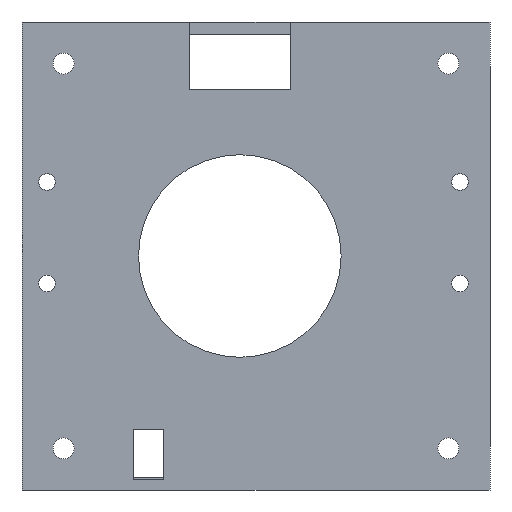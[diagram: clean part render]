
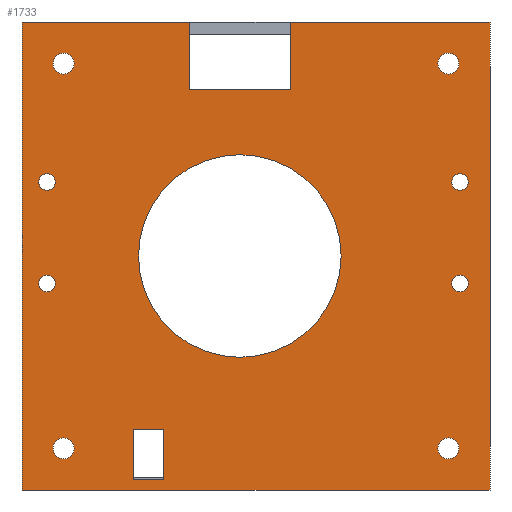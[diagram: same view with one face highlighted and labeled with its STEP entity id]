
A CAD part, front view. The second image highlights one B-rep face of the part: STEP entity #1733.
In plain terms, the highlighted planar face has unit normal (0, -1, 0).
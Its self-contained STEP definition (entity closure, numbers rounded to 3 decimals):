
#40=CIRCLE('',#1833,0.812);
#41=CIRCLE('',#1834,0.812);
#42=CIRCLE('',#1835,0.812);
#43=CIRCLE('',#1836,0.812);
#44=CIRCLE('',#1837,1.038);
#45=CIRCLE('',#1838,1.038);
#46=CIRCLE('',#1839,1.038);
#47=CIRCLE('',#1840,1.038);
#48=CIRCLE('',#1841,10.);
#96=FACE_BOUND('',#228,.T.);
#97=FACE_BOUND('',#229,.T.);
#98=FACE_BOUND('',#230,.T.);
#99=FACE_BOUND('',#231,.T.);
#100=FACE_BOUND('',#232,.T.);
#101=FACE_BOUND('',#233,.T.);
#102=FACE_BOUND('',#234,.T.);
#103=FACE_BOUND('',#235,.T.);
#104=FACE_BOUND('',#236,.T.);
#105=FACE_BOUND('',#237,.T.);
#142=FACE_OUTER_BOUND('',#227,.T.);
#227=EDGE_LOOP('',(#1167,#1168,#1169,#1170,#1171,#1172,#1173,#1174));
#228=EDGE_LOOP('',(#1175,#1176,#1177,#1178));
#229=EDGE_LOOP('',(#1179));
#230=EDGE_LOOP('',(#1180));
#231=EDGE_LOOP('',(#1181));
#232=EDGE_LOOP('',(#1182));
#233=EDGE_LOOP('',(#1183));
#234=EDGE_LOOP('',(#1184));
#235=EDGE_LOOP('',(#1185));
#236=EDGE_LOOP('',(#1186));
#237=EDGE_LOOP('',(#1187));
#358=LINE('',#2458,#555);
#359=LINE('',#2460,#556);
#360=LINE('',#2462,#557);
#361=LINE('',#2464,#558);
#362=LINE('',#2466,#559);
#363=LINE('',#2468,#560);
#364=LINE('',#2470,#561);
#365=LINE('',#2471,#562);
#366=LINE('',#2474,#563);
#367=LINE('',#2476,#564);
#368=LINE('',#2478,#565);
#369=LINE('',#2479,#566);
#555=VECTOR('',#1977,10.);
#556=VECTOR('',#1978,10.);
#557=VECTOR('',#1979,10.);
#558=VECTOR('',#1980,10.);
#559=VECTOR('',#1981,10.);
#560=VECTOR('',#1982,10.);
#561=VECTOR('',#1983,10.);
#562=VECTOR('',#1984,10.);
#563=VECTOR('',#1985,10.);
#564=VECTOR('',#1986,10.);
#565=VECTOR('',#1987,10.);
#566=VECTOR('',#1988,10.);
#752=VERTEX_POINT('',#2456);
#753=VERTEX_POINT('',#2457);
#754=VERTEX_POINT('',#2459);
#755=VERTEX_POINT('',#2461);
#756=VERTEX_POINT('',#2463);
#757=VERTEX_POINT('',#2465);
#758=VERTEX_POINT('',#2467);
#759=VERTEX_POINT('',#2469);
#760=VERTEX_POINT('',#2472);
#761=VERTEX_POINT('',#2473);
#762=VERTEX_POINT('',#2475);
#763=VERTEX_POINT('',#2477);
#764=VERTEX_POINT('',#2480);
#765=VERTEX_POINT('',#2482);
#766=VERTEX_POINT('',#2484);
#767=VERTEX_POINT('',#2486);
#768=VERTEX_POINT('',#2488);
#769=VERTEX_POINT('',#2490);
#770=VERTEX_POINT('',#2492);
#771=VERTEX_POINT('',#2494);
#772=VERTEX_POINT('',#2496);
#914=EDGE_CURVE('',#752,#753,#358,.T.);
#915=EDGE_CURVE('',#752,#754,#359,.T.);
#916=EDGE_CURVE('',#754,#755,#360,.T.);
#917=EDGE_CURVE('',#755,#756,#361,.T.);
#918=EDGE_CURVE('',#756,#757,#362,.T.);
#919=EDGE_CURVE('',#757,#758,#363,.T.);
#920=EDGE_CURVE('',#758,#759,#364,.T.);
#921=EDGE_CURVE('',#759,#753,#365,.T.);
#922=EDGE_CURVE('',#760,#761,#366,.T.);
#923=EDGE_CURVE('',#761,#762,#367,.T.);
#924=EDGE_CURVE('',#762,#763,#368,.T.);
#925=EDGE_CURVE('',#763,#760,#369,.T.);
#926=EDGE_CURVE('',#764,#764,#40,.F.);
#927=EDGE_CURVE('',#765,#765,#41,.F.);
#928=EDGE_CURVE('',#766,#766,#42,.F.);
#929=EDGE_CURVE('',#767,#767,#43,.F.);
#930=EDGE_CURVE('',#768,#768,#44,.F.);
#931=EDGE_CURVE('',#769,#769,#45,.F.);
#932=EDGE_CURVE('',#770,#770,#46,.F.);
#933=EDGE_CURVE('',#771,#771,#47,.F.);
#934=EDGE_CURVE('',#772,#772,#48,.T.);
#1167=ORIENTED_EDGE('',*,*,#914,.F.);
#1168=ORIENTED_EDGE('',*,*,#915,.T.);
#1169=ORIENTED_EDGE('',*,*,#916,.T.);
#1170=ORIENTED_EDGE('',*,*,#917,.T.);
#1171=ORIENTED_EDGE('',*,*,#918,.T.);
#1172=ORIENTED_EDGE('',*,*,#919,.T.);
#1173=ORIENTED_EDGE('',*,*,#920,.T.);
#1174=ORIENTED_EDGE('',*,*,#921,.T.);
#1175=ORIENTED_EDGE('',*,*,#922,.T.);
#1176=ORIENTED_EDGE('',*,*,#923,.T.);
#1177=ORIENTED_EDGE('',*,*,#924,.T.);
#1178=ORIENTED_EDGE('',*,*,#925,.T.);
#1179=ORIENTED_EDGE('',*,*,#926,.T.);
#1180=ORIENTED_EDGE('',*,*,#927,.T.);
#1181=ORIENTED_EDGE('',*,*,#928,.T.);
#1182=ORIENTED_EDGE('',*,*,#929,.T.);
#1183=ORIENTED_EDGE('',*,*,#930,.T.);
#1184=ORIENTED_EDGE('',*,*,#931,.T.);
#1185=ORIENTED_EDGE('',*,*,#932,.T.);
#1186=ORIENTED_EDGE('',*,*,#933,.T.);
#1187=ORIENTED_EDGE('',*,*,#934,.T.);
#1673=PLANE('',#1832);
#1733=ADVANCED_FACE('',(#142,#96,#97,#98,#99,#100,#101,#102,#103,#104,#105),
#1673,.F.);
#1832=AXIS2_PLACEMENT_3D('',#2455,#1975,#1976);
#1833=AXIS2_PLACEMENT_3D('',#2481,#1989,#1990);
#1834=AXIS2_PLACEMENT_3D('',#2483,#1991,#1992);
#1835=AXIS2_PLACEMENT_3D('',#2485,#1993,#1994);
#1836=AXIS2_PLACEMENT_3D('',#2487,#1995,#1996);
#1837=AXIS2_PLACEMENT_3D('',#2489,#1997,#1998);
#1838=AXIS2_PLACEMENT_3D('',#2491,#1999,#2000);
#1839=AXIS2_PLACEMENT_3D('',#2493,#2001,#2002);
#1840=AXIS2_PLACEMENT_3D('',#2495,#2003,#2004);
#1841=AXIS2_PLACEMENT_3D('',#2497,#2005,#2006);
#1975=DIRECTION('center_axis',(0.,1.,0.));
#1976=DIRECTION('ref_axis',(1.,0.,0.));
#1977=DIRECTION('',(0.,0.,1.));
#1978=DIRECTION('',(1.,0.,0.));
#1979=DIRECTION('',(0.,0.,1.));
#1980=DIRECTION('',(-1.,0.,0.));
#1981=DIRECTION('',(0.,0.,-1.));
#1982=DIRECTION('',(-1.,0.,0.));
#1983=DIRECTION('',(0.,0.,1.));
#1984=DIRECTION('',(-1.,0.,0.));
#1985=DIRECTION('',(0.,0.,-1.));
#1986=DIRECTION('',(-1.,0.,0.));
#1987=DIRECTION('',(0.,0.,1.));
#1988=DIRECTION('',(1.,0.,0.));
#1989=DIRECTION('center_axis',(0.,-1.,0.));
#1990=DIRECTION('ref_axis',(-1.,0.,0.));
#1991=DIRECTION('center_axis',(0.,-1.,0.));
#1992=DIRECTION('ref_axis',(-1.,0.,0.));
#1993=DIRECTION('center_axis',(0.,-1.,0.));
#1994=DIRECTION('ref_axis',(-1.,0.,0.));
#1995=DIRECTION('center_axis',(0.,-1.,0.));
#1996=DIRECTION('ref_axis',(-1.,0.,0.));
#1997=DIRECTION('center_axis',(0.,-1.,0.));
#1998=DIRECTION('ref_axis',(-1.,0.,0.));
#1999=DIRECTION('center_axis',(0.,-1.,0.));
#2000=DIRECTION('ref_axis',(-1.,0.,0.));
#2001=DIRECTION('center_axis',(0.,-1.,0.));
#2002=DIRECTION('ref_axis',(-1.,0.,0.));
#2003=DIRECTION('center_axis',(0.,-1.,0.));
#2004=DIRECTION('ref_axis',(-1.,0.,0.));
#2005=DIRECTION('center_axis',(0.,1.,0.));
#2006=DIRECTION('ref_axis',(-1.,0.,0.));
#2455=CARTESIAN_POINT('Origin',(24.7,0.,23.1));
#2456=CARTESIAN_POINT('',(3.2,0.,0.));
#2457=CARTESIAN_POINT('',(3.2,0.,46.2));
#2458=CARTESIAN_POINT('',(3.2,0.,12.175));
#2459=CARTESIAN_POINT('',(49.4,0.,0.));
#2460=CARTESIAN_POINT('',(0.,0.,0.));
#2461=CARTESIAN_POINT('',(49.4,0.,46.2));
#2462=CARTESIAN_POINT('',(49.4,0.,0.));
#2463=CARTESIAN_POINT('',(29.7,0.,46.2));
#2464=CARTESIAN_POINT('',(49.4,0.,46.2));
#2465=CARTESIAN_POINT('',(29.7,0.,39.55));
#2466=CARTESIAN_POINT('',(29.7,0.,31.325));
#2467=CARTESIAN_POINT('',(19.7,0.,39.55));
#2468=CARTESIAN_POINT('',(22.2,0.,39.55));
#2469=CARTESIAN_POINT('',(19.7,0.,46.2));
#2470=CARTESIAN_POINT('',(19.7,0.,34.65));
#2471=CARTESIAN_POINT('',(3.6,0.,46.2));
#2472=CARTESIAN_POINT('',(17.2,0.,6.));
#2473=CARTESIAN_POINT('',(17.2,0.,1.));
#2474=CARTESIAN_POINT('',(17.2,0.,12.05));
#2475=CARTESIAN_POINT('',(14.2,0.,1.));
#2476=CARTESIAN_POINT('',(19.45,0.,1.));
#2477=CARTESIAN_POINT('',(14.2,0.,6.));
#2478=CARTESIAN_POINT('',(14.2,0.,14.55));
#2479=CARTESIAN_POINT('',(20.95,0.,6.));
#2480=CARTESIAN_POINT('',(6.482,0.,30.4));
#2481=CARTESIAN_POINT('Origin',(5.67,0.,30.4));
#2482=CARTESIAN_POINT('',(47.242,0.,20.4));
#2483=CARTESIAN_POINT('Origin',(46.43,0.,20.4));
#2484=CARTESIAN_POINT('',(6.482,0.,20.4));
#2485=CARTESIAN_POINT('Origin',(5.67,0.,20.4));
#2486=CARTESIAN_POINT('',(47.242,0.,30.4));
#2487=CARTESIAN_POINT('Origin',(46.43,0.,30.4));
#2488=CARTESIAN_POINT('',(8.338,0.,42.1));
#2489=CARTESIAN_POINT('Origin',(7.3,0.,42.1));
#2490=CARTESIAN_POINT('',(46.338,0.,42.1));
#2491=CARTESIAN_POINT('Origin',(45.3,0.,42.1));
#2492=CARTESIAN_POINT('',(8.338,0.,4.1));
#2493=CARTESIAN_POINT('Origin',(7.3,0.,4.1));
#2494=CARTESIAN_POINT('',(46.338,0.,4.1));
#2495=CARTESIAN_POINT('Origin',(45.3,0.,4.1));
#2496=CARTESIAN_POINT('',(34.7,0.,23.1));
#2497=CARTESIAN_POINT('Origin',(24.7,0.,23.1));
